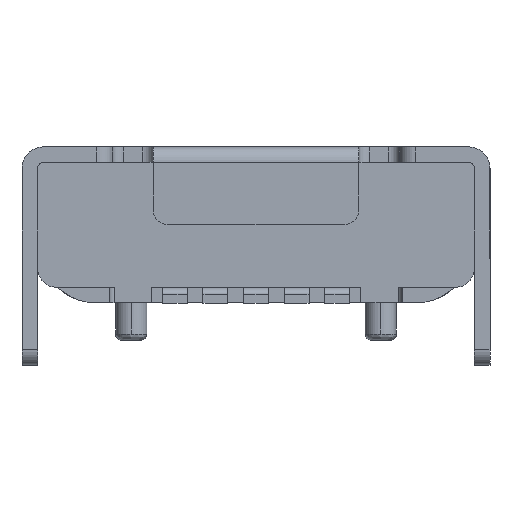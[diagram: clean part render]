
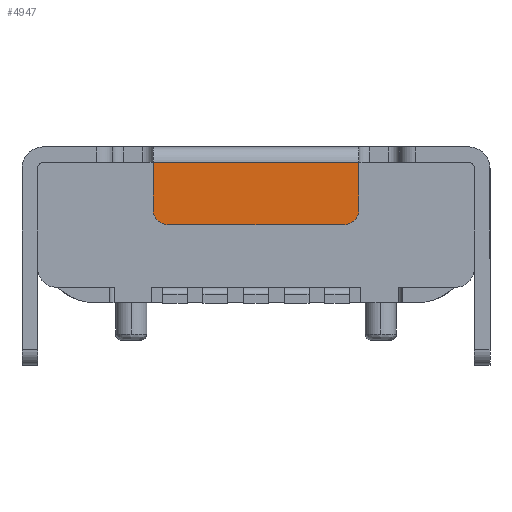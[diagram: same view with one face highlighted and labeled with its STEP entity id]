
A CAD part, left-side view. The second image highlights one B-rep face of the part: STEP entity #4947.
In plain terms, the highlighted planar face has unit normal (-1, 0, 0).
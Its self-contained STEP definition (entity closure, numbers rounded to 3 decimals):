
#405 = DIRECTION ( 'NONE',  ( 0., 1., 0. ) ) ;
#517 = VERTEX_POINT ( 'NONE', #6516 ) ;
#1457 = CARTESIAN_POINT ( 'NONE',  ( -1.125, 0., 2.25 ) ) ;
#1459 = DIRECTION ( 'NONE',  ( 1., 0., 0. ) ) ;
#1748 = DIRECTION ( 'NONE',  ( 0., 1., 0. ) ) ;
#3056 = CARTESIAN_POINT ( 'NONE',  ( -1.125, 1.65, 2.25 ) ) ;
#3488 = EDGE_LOOP ( 'NONE', ( #14740, #13862, #6402, #9721, #15454, #13750 ) ) ;
#4544 = CARTESIAN_POINT ( 'NONE',  ( -1.125, 1.4, 1.5 ) ) ;
#4947 = ADVANCED_FACE ( 'NONE', ( #17014 ), #13253, .F. ) ;
#6055 = CARTESIAN_POINT ( 'NONE',  ( -1.125, -1.65, 2.25 ) ) ;
#6173 = VERTEX_POINT ( 'NONE', #6055 ) ;
#6281 = VERTEX_POINT ( 'NONE', #16843 ) ;
#6402 = ORIENTED_EDGE ( 'NONE', *, *, #22923, .F. ) ;
#6516 = CARTESIAN_POINT ( 'NONE',  ( -1.125, 1.4, 1.25 ) ) ;
#6994 = LINE ( 'NONE', #14646, #10834 ) ;
#7024 = VERTEX_POINT ( 'NONE', #16063 ) ;
#7086 = VECTOR ( 'NONE', #1748, 1000. ) ;
#8406 = DIRECTION ( 'NONE',  ( 1., 0., 0. ) ) ;
#8722 = AXIS2_PLACEMENT_3D ( 'NONE', #4544, #15841, #405 ) ;
#9014 = VERTEX_POINT ( 'NONE', #20892 ) ;
#9423 = LINE ( 'NONE', #9542, #7086 ) ;
#9542 = CARTESIAN_POINT ( 'NONE',  ( -1.125, 3.75, 1.25 ) ) ;
#9721 = ORIENTED_EDGE ( 'NONE', *, *, #11067, .T. ) ;
#10126 = DIRECTION ( 'NONE',  ( 0., 0., -1. ) ) ;
#10834 = VECTOR ( 'NONE', #10126, 1000. ) ;
#11015 = CARTESIAN_POINT ( 'NONE',  ( -1.125, 3.75, 2.5 ) ) ;
#11056 = VECTOR ( 'NONE', #22498, 1000. ) ;
#11067 = EDGE_CURVE ( 'NONE', #11678, #9014, #23156, .T. ) ;
#11268 = EDGE_CURVE ( 'NONE', #6173, #7024, #6994, .T. ) ;
#11678 = VERTEX_POINT ( 'NONE', #3056 ) ;
#11794 = AXIS2_PLACEMENT_3D ( 'NONE', #16176, #8406, #18029 ) ;
#12171 = EDGE_CURVE ( 'NONE', #6281, #517, #9423, .T. ) ;
#13253 = PLANE ( 'NONE',  #16602 ) ;
#13750 = ORIENTED_EDGE ( 'NONE', *, *, #12171, .F. ) ;
#13862 = ORIENTED_EDGE ( 'NONE', *, *, #11268, .F. ) ;
#14646 = CARTESIAN_POINT ( 'NONE',  ( -1.125, -1.65, 2.5 ) ) ;
#14740 = ORIENTED_EDGE ( 'NONE', *, *, #21127, .F. ) ;
#14997 = DIRECTION ( 'NONE',  ( 0., 1., 0. ) ) ;
#15095 = EDGE_CURVE ( 'NONE', #517, #9014, #23487, .T. ) ;
#15454 = ORIENTED_EDGE ( 'NONE', *, *, #15095, .F. ) ;
#15841 = DIRECTION ( 'NONE',  ( 1., 0., 0. ) ) ;
#16063 = CARTESIAN_POINT ( 'NONE',  ( -1.125, -1.65, 1.5 ) ) ;
#16176 = CARTESIAN_POINT ( 'NONE',  ( -1.125, -1.4, 1.5 ) ) ;
#16602 = AXIS2_PLACEMENT_3D ( 'NONE', #11015, #1459, #14997 ) ;
#16843 = CARTESIAN_POINT ( 'NONE',  ( -1.125, -1.4, 1.25 ) ) ;
#17014 = FACE_OUTER_BOUND ( 'NONE', #3488, .T. ) ;
#17657 = DIRECTION ( 'NONE',  ( 0., 0., -1. ) ) ;
#17766 = CIRCLE ( 'NONE', #11794, 0.25 ) ;
#18029 = DIRECTION ( 'NONE',  ( 0., -1., 0. ) ) ;
#18860 = LINE ( 'NONE', #1457, #11056 ) ;
#19539 = CARTESIAN_POINT ( 'NONE',  ( -1.125, 1.65, -0.001 ) ) ;
#20892 = CARTESIAN_POINT ( 'NONE',  ( -1.125, 1.65, 1.5 ) ) ;
#21127 = EDGE_CURVE ( 'NONE', #7024, #6281, #17766, .T. ) ;
#22498 = DIRECTION ( 'NONE',  ( 0., -1., 0. ) ) ;
#22923 = EDGE_CURVE ( 'NONE', #11678, #6173, #18860, .T. ) ;
#23156 = LINE ( 'NONE', #19539, #23176 ) ;
#23176 = VECTOR ( 'NONE', #17657, 1000. ) ;
#23487 = CIRCLE ( 'NONE', #8722, 0.25 ) ;
